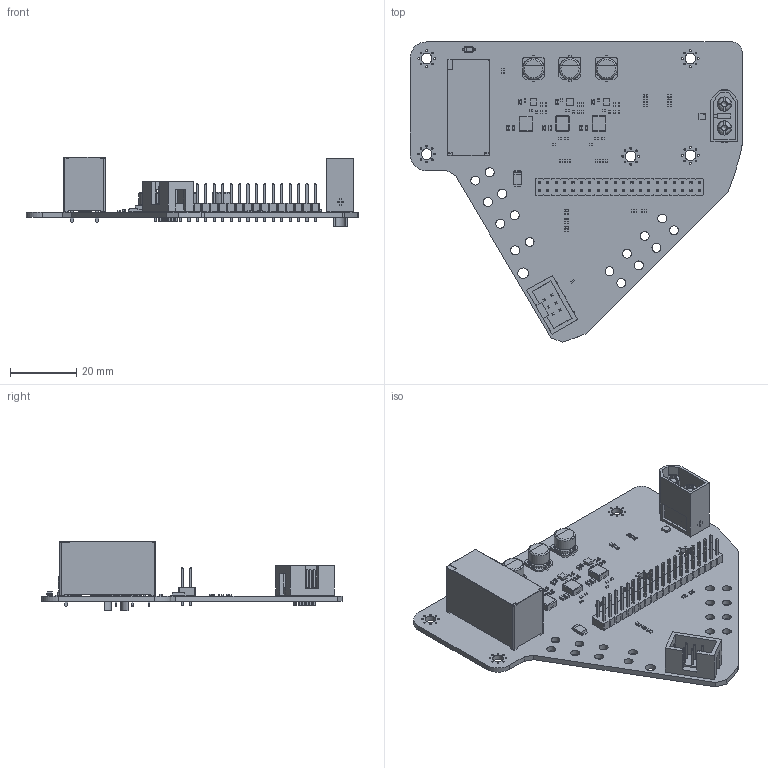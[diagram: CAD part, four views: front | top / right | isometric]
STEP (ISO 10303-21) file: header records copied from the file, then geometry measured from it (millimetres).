
FILE_DESCRIPTION(('KiCad electronic assembly'),'2;1');
FILE_NAME('main_PCB_v1.step','2024-03-24T18:02:48',('Pcbnew'),('Kicad'), 'Open CASCADE STEP processor 7.7','KiCad to STEP converter','Unknown' );
FILE_SCHEMA(('AUTOMOTIVE_DESIGN { 1 0 10303 214 1 1 1 1 }'));
Length unit declared in the file: millimetre
Products named in the file (30): main_PCB_v1 1; R_0402_1005Metric; C_0603_1608Metric; C_0402_1005Metric; WSON-6-1EP_2x2mm_P0.65mm_EP1x1.6mm; WSON_6_1EP_2x2mm_P065mm_EP1x16mm; CP_Elec_6.3x5.9; CP_Elec_63x59; L_Chilisin_BMRA00040420; LMR43620; ASSEMBLY; LED_0402_1005Metric; Relay_DPDT_Fujitsu_FTR-F1C; IDC-Header_2x03_P2.54mm_Vertical; IDC_Header_2x03_P254mm_Vertical; D_SOD-128; PinHeader_2x20_P2.54mm_Vertical; PinHeader_2x20_P254mm_Vertical; D_SOD-123; D_SOD_123; AMASS_XT60-M_1x02_P7.2mm_Vertical; XT60 male v9; main_PCB_v2_PCB
Assembly tree (96 placements, depth 3):
  main_PCB_v1 1
    R_0402_1005Metric  x30
      R_0402_1005Metric
    C_0603_1608Metric  x9
      C_0603_1608Metric
    C_0402_1005Metric  x22
      C_0402_1005Metric
    WSON-6-1EP_2x2mm_P0.65mm_EP1x1.6mm
      WSON_6_1EP_2x2mm_P065mm_EP1x16mm
    CP_Elec_6.3x5.9  x3
      CP_Elec_63x59
    L_Chilisin_BMRA00040420  x3
      L_Chilisin_BMRA00040420
    LMR43620  x3
      ASSEMBLY
    LED_0402_1005Metric  x4
      LED_0402_1005Metric
    Relay_DPDT_Fujitsu_FTR-F1C
      Relay_DPDT_Fujitsu_FTR-F1C
    IDC-Header_2x03_P2.54mm_Vertical
      IDC_Header_2x03_P254mm_Vertical
    D_SOD-128
      D_SOD-128
    PinHeader_2x20_P2.54mm_Vertical
      PinHeader_2x20_P254mm_Vertical
    D_SOD-123
      D_SOD_123
    AMASS_XT60-M_1x02_P7.2mm_Vertical
      XT60 male v9
    main_PCB_v2_PCB
Bounding box: 100 x 90.42 x 21 mm (x, y, z)
Volume: 18891.9 mm3; surface area: 21877.3 mm2
Topology: 123 solids, 123 shells, 3823 faces, 9525 edges, 6116 vertices
Faces by surface type: plane 2840, cylinder 892, bspline 50, sphere 18, torus 16, cone 4, revolution 3
Full cylindrical faces by diameter (mm): 0.25 x1, 0.5 x40, 1 x52, 1.3 x8, 2.7 x16, 3 x2, 3.2 x6, 4.3 x4, 4.5 x2, 6 x2, 6.3 x6
Entity records: 63493 total; most frequent: CARTESIAN_POINT 9575, ORIENTED_EDGE 8752, DIRECTION 8558, EDGE_CURVE 4376, LINE 3763, VECTOR 3763, VERTEX_POINT 2756, AXIS2_PLACEMENT_3D 2397
